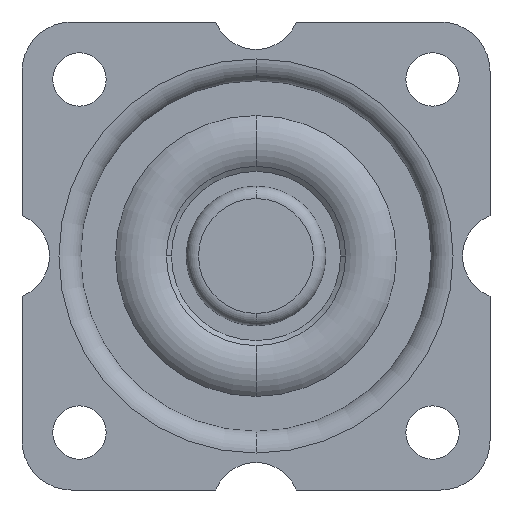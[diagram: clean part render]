
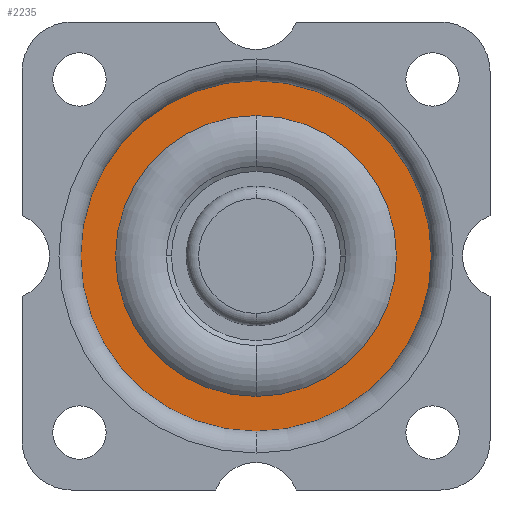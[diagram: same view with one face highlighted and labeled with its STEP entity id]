
A CAD part, front view. The second image highlights one B-rep face of the part: STEP entity #2235.
In plain terms, the highlighted planar face has unit normal (0, -1, 0).
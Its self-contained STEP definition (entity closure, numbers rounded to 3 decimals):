
#147 = AXIS2_PLACEMENT_3D ( 'NONE', #1743, #2595, #1292 ) ;
#167 = ORIENTED_EDGE ( 'NONE', *, *, #790, .F. ) ;
#188 = DIRECTION ( 'NONE',  ( 0., 0., 1. ) ) ;
#231 = FACE_BOUND ( 'NONE', #2244, .T. ) ;
#257 = DIRECTION ( 'NONE',  ( 0., -1., 0. ) ) ;
#400 = DIRECTION ( 'NONE',  ( 0., 1., 0. ) ) ;
#496 = CARTESIAN_POINT ( 'NONE',  ( 0., -3.3, -17.104 ) ) ;
#577 = CARTESIAN_POINT ( 'NONE',  ( 0., -3.3, 0. ) ) ;
#635 = PLANE ( 'NONE',  #1767 ) ;
#748 = AXIS2_PLACEMENT_3D ( 'NONE', #1395, #400, #188 ) ;
#790 = EDGE_CURVE ( 'NONE', #1807, #2502, #2704, .T. ) ;
#794 = EDGE_LOOP ( 'NONE', ( #1313, #2471 ) ) ;
#826 = DIRECTION ( 'NONE',  ( 0., -1., 0. ) ) ;
#1074 = AXIS2_PLACEMENT_3D ( 'NONE', #1728, #257, #1688 ) ;
#1292 = DIRECTION ( 'NONE',  ( 0., 0., 1. ) ) ;
#1313 = ORIENTED_EDGE ( 'NONE', *, *, #2598, .F. ) ;
#1395 = CARTESIAN_POINT ( 'NONE',  ( 0., -3.3, 0. ) ) ;
#1408 = CARTESIAN_POINT ( 'NONE',  ( 0., -3.3, 17.104 ) ) ;
#1517 = AXIS2_PLACEMENT_3D ( 'NONE', #577, #826, #1654 ) ;
#1533 = CARTESIAN_POINT ( 'NONE',  ( 0., -3.3, 0. ) ) ;
#1654 = DIRECTION ( 'NONE',  ( 0., 0., 1. ) ) ;
#1688 = DIRECTION ( 'NONE',  ( 0., 0., 1. ) ) ;
#1721 = CIRCLE ( 'NONE', #1074, 17.104 ) ;
#1728 = CARTESIAN_POINT ( 'NONE',  ( 0., -3.3, 0. ) ) ;
#1743 = CARTESIAN_POINT ( 'NONE',  ( 0., -3.3, 0. ) ) ;
#1766 = CARTESIAN_POINT ( 'NONE',  ( 0., -3.3, -21.356 ) ) ;
#1767 = AXIS2_PLACEMENT_3D ( 'NONE', #1533, #2733, #2570 ) ;
#1807 = VERTEX_POINT ( 'NONE', #496 ) ;
#1839 = EDGE_CURVE ( 'NONE', #1979, #2592, #2665, .T. ) ;
#1979 = VERTEX_POINT ( 'NONE', #1766 ) ;
#2104 = FACE_OUTER_BOUND ( 'NONE', #794, .T. ) ;
#2163 = CIRCLE ( 'NONE', #748, 21.356 ) ;
#2235 = ADVANCED_FACE ( 'NONE', ( #2104, #231 ), #635, .T. ) ;
#2244 = EDGE_LOOP ( 'NONE', ( #2446, #167 ) ) ;
#2294 = EDGE_CURVE ( 'NONE', #2502, #1807, #1721, .T. ) ;
#2446 = ORIENTED_EDGE ( 'NONE', *, *, #2294, .F. ) ;
#2471 = ORIENTED_EDGE ( 'NONE', *, *, #1839, .F. ) ;
#2496 = CARTESIAN_POINT ( 'NONE',  ( 0., -3.3, 21.356 ) ) ;
#2502 = VERTEX_POINT ( 'NONE', #1408 ) ;
#2570 = DIRECTION ( 'NONE',  ( -1., 0., 0. ) ) ;
#2592 = VERTEX_POINT ( 'NONE', #2496 ) ;
#2595 = DIRECTION ( 'NONE',  ( 0., 1., 0. ) ) ;
#2598 = EDGE_CURVE ( 'NONE', #2592, #1979, #2163, .T. ) ;
#2665 = CIRCLE ( 'NONE', #147, 21.356 ) ;
#2704 = CIRCLE ( 'NONE', #1517, 17.104 ) ;
#2733 = DIRECTION ( 'NONE',  ( 0., -1., 0. ) ) ;
